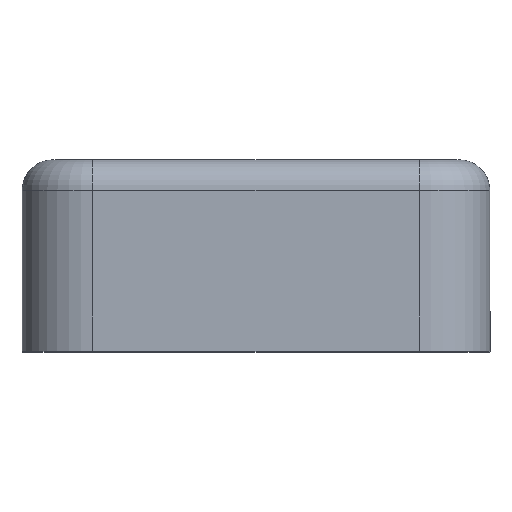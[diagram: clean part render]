
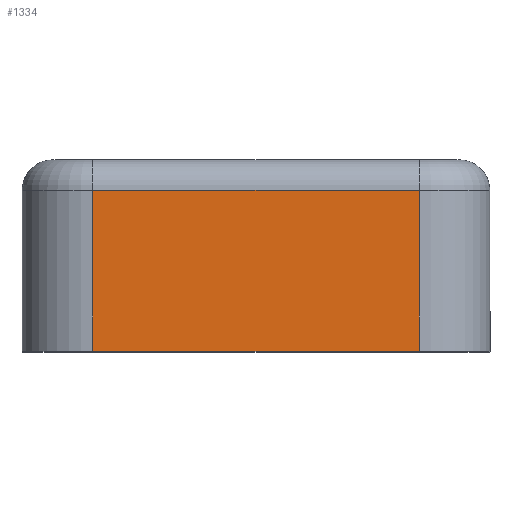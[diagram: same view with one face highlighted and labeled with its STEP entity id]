
A CAD part, top view. The second image highlights one B-rep face of the part: STEP entity #1334.
In plain terms, the highlighted planar face has unit normal (0, 0, 1).
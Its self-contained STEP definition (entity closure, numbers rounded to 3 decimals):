
#17 = EDGE_CURVE ( 'NONE', #1328, #257, #2138, .T. ) ;
#98 = FACE_OUTER_BOUND ( 'NONE', #2965, .T. ) ;
#165 = VECTOR ( 'NONE', #2251, 1000. ) ;
#257 = VERTEX_POINT ( 'NONE', #2855 ) ;
#386 = LINE ( 'NONE', #2727, #165 ) ;
#545 = LINE ( 'NONE', #1627, #3066 ) ;
#563 = CARTESIAN_POINT ( 'NONE',  ( -6.9, -1.3, 13.15 ) ) ;
#566 = ORIENTED_EDGE ( 'NONE', *, *, #17, .T. ) ;
#671 = VERTEX_POINT ( 'NONE', #2674 ) ;
#814 = EDGE_CURVE ( 'NONE', #671, #2064, #386, .T. ) ;
#1130 = DIRECTION ( 'NONE',  ( 0., -1., 0. ) ) ;
#1189 = LINE ( 'NONE', #563, #2625 ) ;
#1328 = VERTEX_POINT ( 'NONE', #2056 ) ;
#1334 = ADVANCED_FACE ( 'NONE', ( #98 ), #2799, .T. ) ;
#1352 = DIRECTION ( 'NONE',  ( 0., 0., 1. ) ) ;
#1522 = EDGE_CURVE ( 'NONE', #257, #2064, #545, .T. ) ;
#1627 = CARTESIAN_POINT ( 'NONE',  ( -6.9, -8.1, 13.15 ) ) ;
#2052 = AXIS2_PLACEMENT_3D ( 'NONE', #2808, #1352, #3069 ) ;
#2056 = CARTESIAN_POINT ( 'NONE',  ( -6.9, -1.3, 13.15 ) ) ;
#2064 = VERTEX_POINT ( 'NONE', #2601 ) ;
#2102 = ORIENTED_EDGE ( 'NONE', *, *, #1522, .T. ) ;
#2109 = ORIENTED_EDGE ( 'NONE', *, *, #2313, .F. ) ;
#2138 = LINE ( 'NONE', #2325, #2468 ) ;
#2250 = DIRECTION ( 'NONE',  ( 1., 0., 0. ) ) ;
#2251 = DIRECTION ( 'NONE',  ( 0., -1., 0. ) ) ;
#2313 = EDGE_CURVE ( 'NONE', #1328, #671, #1189, .T. ) ;
#2325 = CARTESIAN_POINT ( 'NONE',  ( -6.9, 0., 13.15 ) ) ;
#2468 = VECTOR ( 'NONE', #1130, 1000. ) ;
#2601 = CARTESIAN_POINT ( 'NONE',  ( 6.9, -8.1, 13.15 ) ) ;
#2625 = VECTOR ( 'NONE', #2250, 1000. ) ;
#2629 = DIRECTION ( 'NONE',  ( 1., 0., 0. ) ) ;
#2674 = CARTESIAN_POINT ( 'NONE',  ( 6.9, -1.3, 13.15 ) ) ;
#2727 = CARTESIAN_POINT ( 'NONE',  ( 6.9, 0., 13.15 ) ) ;
#2799 = PLANE ( 'NONE',  #2052 ) ;
#2808 = CARTESIAN_POINT ( 'NONE',  ( -6.9, 0., 13.15 ) ) ;
#2855 = CARTESIAN_POINT ( 'NONE',  ( -6.9, -8.1, 13.15 ) ) ;
#2965 = EDGE_LOOP ( 'NONE', ( #2102, #3087, #2109, #566 ) ) ;
#3066 = VECTOR ( 'NONE', #2629, 1000. ) ;
#3069 = DIRECTION ( 'NONE',  ( 1., 0., 0. ) ) ;
#3087 = ORIENTED_EDGE ( 'NONE', *, *, #814, .F. ) ;
